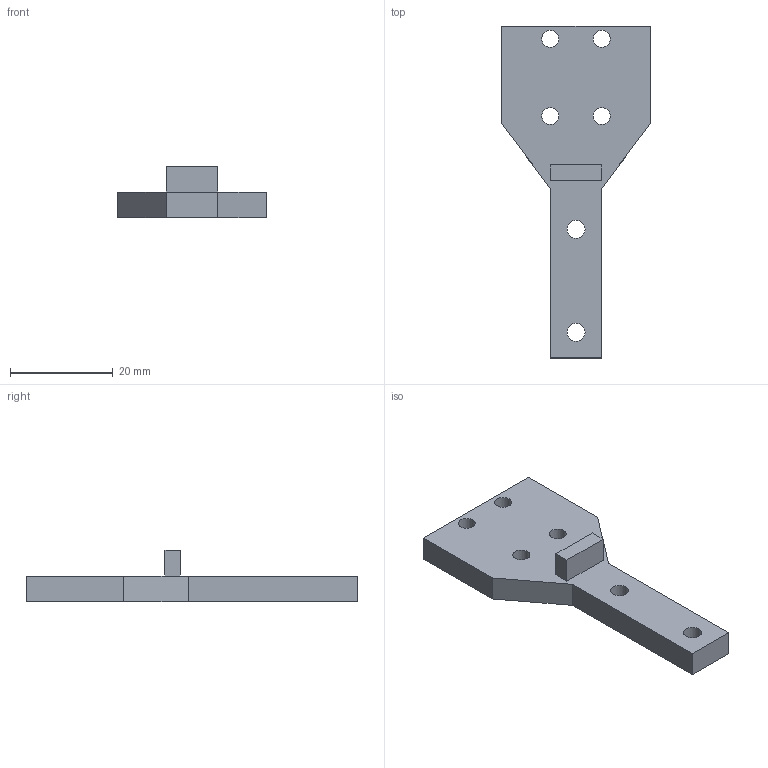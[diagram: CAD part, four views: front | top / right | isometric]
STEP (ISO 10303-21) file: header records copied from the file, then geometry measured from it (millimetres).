
FILE_DESCRIPTION(/* description */ (''),/* implementation_level */ '2;1');
FILE_NAME(/* name */ 'XY_rail_mount.step',/* time_stamp */ '2023-03-16T20:40:49+01:00',/* author */ (''),/* organization */ (''),/* preprocessor_version */ 'ST-DEVELOPER v19.2',/* originating_system */ 'Autodesk Translation Framework v11.17.0.187',/* authorisation */ '');
FILE_SCHEMA (('AUTOMOTIVE_DESIGN { 1 0 10303 214 3 1 1 }'));
Length unit declared in the file: millimetre
Products named in the file (2): XY_rail_mount; MidSliderrailMount
Assembly tree (1 placements, depth 2):
  XY_rail_mount
    MidSliderrailMount
Bounding box: 28.9 x 64.5 x 10 mm (x, y, z)
Volume: 5493.9 mm3; surface area: 3456 mm2
Topology: 1 solids, 1 shells, 21 faces, 54 edges, 36 vertices
Faces by surface type: plane 15, cylinder 6
Full cylindrical faces by diameter (mm): 3.3 x4, 3.5 x2
Entity records: 717 total; most frequent: DIRECTION 114, CARTESIAN_POINT 114, ORIENTED_EDGE 108, EDGE_CURVE 54, LINE 42, VECTOR 42, VERTEX_POINT 36, AXIS2_PLACEMENT_3D 36
